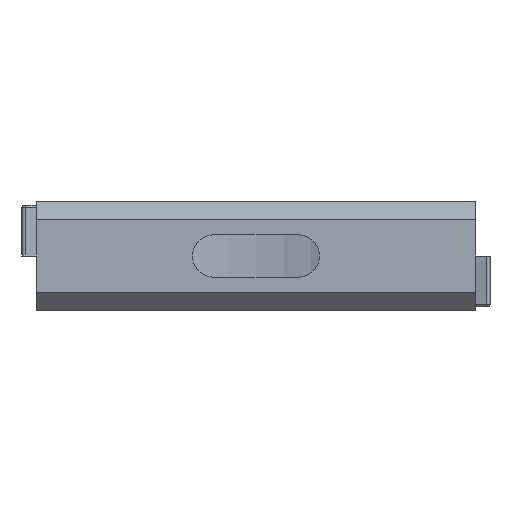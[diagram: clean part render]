
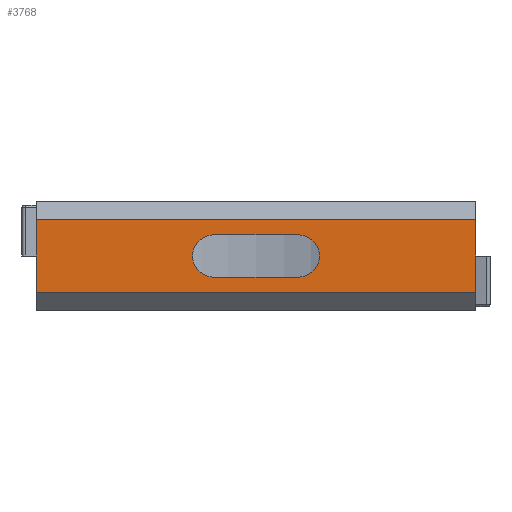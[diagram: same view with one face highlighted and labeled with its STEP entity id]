
A CAD part, front view. The second image highlights one B-rep face of the part: STEP entity #3768.
In plain terms, the highlighted planar face has unit normal (0, -1, 0).
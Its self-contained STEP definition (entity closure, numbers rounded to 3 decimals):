
#118 = CARTESIAN_POINT ( 'NONE',  ( 26., 0., 4.3 ) ) ;
#133 = VERTEX_POINT ( 'NONE', #671 ) ;
#163 = CARTESIAN_POINT ( 'NONE',  ( 5., 0., 0. ) ) ;
#257 = VECTOR ( 'NONE', #1917, 1000. ) ;
#419 = CARTESIAN_POINT ( 'NONE',  ( 26., 0., 4.3 ) ) ;
#478 = DIRECTION ( 'NONE',  ( 0., 0., 1. ) ) ;
#515 = CARTESIAN_POINT ( 'NONE',  ( -26., 0., -6.5 ) ) ;
#615 = DIRECTION ( 'NONE',  ( 0., 1., 0. ) ) ;
#665 = VECTOR ( 'NONE', #2160, 1000. ) ;
#671 = CARTESIAN_POINT ( 'NONE',  ( 26., 0., -4.3 ) ) ;
#824 = CIRCLE ( 'NONE', #2793, 2.5 ) ;
#966 = FACE_OUTER_BOUND ( 'NONE', #2168, .T. ) ;
#1002 = VERTEX_POINT ( 'NONE', #1341 ) ;
#1027 = CARTESIAN_POINT ( 'NONE',  ( -5., 0., -2.5 ) ) ;
#1037 = LINE ( 'NONE', #2060, #3455 ) ;
#1106 = ORIENTED_EDGE ( 'NONE', *, *, #3072, .T. ) ;
#1134 = LINE ( 'NONE', #419, #3540 ) ;
#1142 = DIRECTION ( 'NONE',  ( 0., 0., -1. ) ) ;
#1195 = VERTEX_POINT ( 'NONE', #3351 ) ;
#1277 = VECTOR ( 'NONE', #2152, 1000. ) ;
#1341 = CARTESIAN_POINT ( 'NONE',  ( -5., 0., 2.5 ) ) ;
#1461 = VERTEX_POINT ( 'NONE', #118 ) ;
#1523 = CIRCLE ( 'NONE', #1774, 2.5 ) ;
#1540 = EDGE_CURVE ( 'NONE', #1195, #2286, #1523, .T. ) ;
#1585 = ORIENTED_EDGE ( 'NONE', *, *, #2903, .F. ) ;
#1765 = LINE ( 'NONE', #2434, #2693 ) ;
#1774 = AXIS2_PLACEMENT_3D ( 'NONE', #163, #2351, #478 ) ;
#1917 = DIRECTION ( 'NONE',  ( 0., 0., 1. ) ) ;
#2043 = EDGE_CURVE ( 'NONE', #2286, #3536, #1765, .T. ) ;
#2044 = EDGE_LOOP ( 'NONE', ( #3621, #2942, #3115, #1106 ) ) ;
#2060 = CARTESIAN_POINT ( 'NONE',  ( 26., 0., -4.3 ) ) ;
#2113 = VERTEX_POINT ( 'NONE', #2145 ) ;
#2129 = LINE ( 'NONE', #4049, #1277 ) ;
#2145 = CARTESIAN_POINT ( 'NONE',  ( -26., 0., -4.3 ) ) ;
#2152 = DIRECTION ( 'NONE',  ( 1., 0., 0. ) ) ;
#2160 = DIRECTION ( 'NONE',  ( 0., 0., 1. ) ) ;
#2168 = EDGE_LOOP ( 'NONE', ( #3264, #2907, #3315, #1585 ) ) ;
#2286 = VERTEX_POINT ( 'NONE', #2861 ) ;
#2351 = DIRECTION ( 'NONE',  ( 0., 1., 0. ) ) ;
#2365 = DIRECTION ( 'NONE',  ( -1., 0., 0. ) ) ;
#2397 = PLANE ( 'NONE',  #3241 ) ;
#2434 = CARTESIAN_POINT ( 'NONE',  ( -5., 0., -2.5 ) ) ;
#2502 = CARTESIAN_POINT ( 'NONE',  ( -5., 0., 0. ) ) ;
#2529 = EDGE_CURVE ( 'NONE', #3536, #1002, #824, .T. ) ;
#2536 = FACE_BOUND ( 'NONE', #2044, .T. ) ;
#2693 = VECTOR ( 'NONE', #4014, 1000. ) ;
#2793 = AXIS2_PLACEMENT_3D ( 'NONE', #2502, #615, #2816 ) ;
#2816 = DIRECTION ( 'NONE',  ( 0., 0., 1. ) ) ;
#2861 = CARTESIAN_POINT ( 'NONE',  ( 5., 0., -2.5 ) ) ;
#2903 = EDGE_CURVE ( 'NONE', #133, #2113, #1037, .T. ) ;
#2907 = ORIENTED_EDGE ( 'NONE', *, *, #3308, .T. ) ;
#2942 = ORIENTED_EDGE ( 'NONE', *, *, #2043, .T. ) ;
#3026 = DIRECTION ( 'NONE',  ( 0., -1., 0. ) ) ;
#3072 = EDGE_CURVE ( 'NONE', #1002, #1195, #2129, .T. ) ;
#3115 = ORIENTED_EDGE ( 'NONE', *, *, #2529, .T. ) ;
#3141 = EDGE_CURVE ( 'NONE', #133, #1461, #3495, .T. ) ;
#3241 = AXIS2_PLACEMENT_3D ( 'NONE', #515, #3026, #1142 ) ;
#3264 = ORIENTED_EDGE ( 'NONE', *, *, #3141, .T. ) ;
#3284 = LINE ( 'NONE', #4063, #665 ) ;
#3308 = EDGE_CURVE ( 'NONE', #1461, #3722, #1134, .T. ) ;
#3315 = ORIENTED_EDGE ( 'NONE', *, *, #3807, .F. ) ;
#3324 = CARTESIAN_POINT ( 'NONE',  ( -26., 0., 4.3 ) ) ;
#3351 = CARTESIAN_POINT ( 'NONE',  ( 5., 0., 2.5 ) ) ;
#3455 = VECTOR ( 'NONE', #2365, 1000. ) ;
#3495 = LINE ( 'NONE', #3803, #257 ) ;
#3536 = VERTEX_POINT ( 'NONE', #1027 ) ;
#3540 = VECTOR ( 'NONE', #3911, 1000. ) ;
#3621 = ORIENTED_EDGE ( 'NONE', *, *, #1540, .T. ) ;
#3722 = VERTEX_POINT ( 'NONE', #3324 ) ;
#3768 = ADVANCED_FACE ( 'NONE', ( #2536, #966 ), #2397, .T. ) ;
#3803 = CARTESIAN_POINT ( 'NONE',  ( 26., 0., -6.5 ) ) ;
#3807 = EDGE_CURVE ( 'NONE', #2113, #3722, #3284, .T. ) ;
#3911 = DIRECTION ( 'NONE',  ( -1., 0., 0. ) ) ;
#4014 = DIRECTION ( 'NONE',  ( -1., 0., 0. ) ) ;
#4049 = CARTESIAN_POINT ( 'NONE',  ( -5., 0., 2.5 ) ) ;
#4063 = CARTESIAN_POINT ( 'NONE',  ( -26., 0., -6.5 ) ) ;
